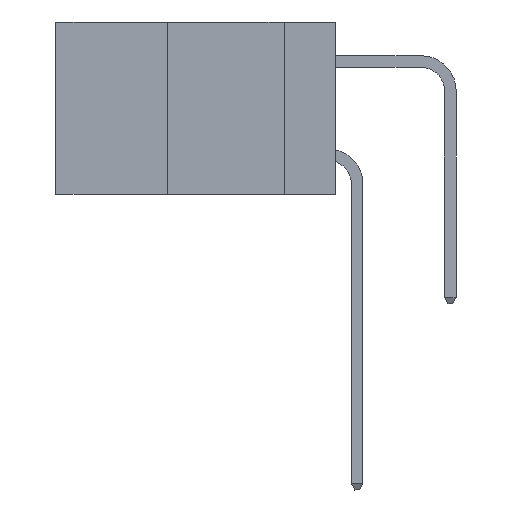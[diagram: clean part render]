
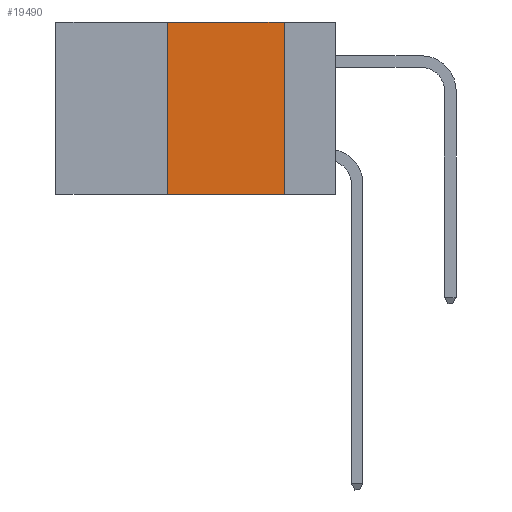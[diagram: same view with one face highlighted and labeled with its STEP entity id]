
A CAD part, left-side view. The second image highlights one B-rep face of the part: STEP entity #19490.
In plain terms, the highlighted planar face has unit normal (-1, 0, 0).
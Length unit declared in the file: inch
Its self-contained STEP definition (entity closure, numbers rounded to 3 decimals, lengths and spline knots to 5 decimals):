
#423 = VECTOR ( 'NONE', #15517, 39.37008 ) ;
#581 = CARTESIAN_POINT ( 'NONE',  ( 0., 0.36, -0.37 ) ) ;
#1310 = ORIENTED_EDGE ( 'NONE', *, *, #31980, .F. ) ;
#1610 = LINE ( 'NONE', #18931, #25041 ) ;
#2907 = ORIENTED_EDGE ( 'NONE', *, *, #11498, .T. ) ;
#3189 = DIRECTION ( 'NONE',  ( 0., 0., -1. ) ) ;
#4699 = AXIS2_PLACEMENT_3D ( 'NONE', #28027, #14460, #33533 ) ;
#6521 = VERTEX_POINT ( 'NONE', #23776 ) ;
#8145 = VERTEX_POINT ( 'NONE', #33957 ) ;
#9558 = ORIENTED_EDGE ( 'NONE', *, *, #9695, .F. ) ;
#9695 = EDGE_CURVE ( 'NONE', #14149, #6521, #1610, .T. ) ;
#11487 = PLANE ( 'NONE',  #4699 ) ;
#11498 = EDGE_CURVE ( 'NONE', #14149, #8145, #21534, .T. ) ;
#11863 = CARTESIAN_POINT ( 'NONE',  ( 0., 0.11, 0. ) ) ;
#13037 = CARTESIAN_POINT ( 'NONE',  ( 0., 0.6, -0.37 ) ) ;
#14149 = VERTEX_POINT ( 'NONE', #581 ) ;
#14460 = DIRECTION ( 'NONE',  ( 1., 0., 0. ) ) ;
#15517 = DIRECTION ( 'NONE',  ( 0., -1., 0. ) ) ;
#16433 = DIRECTION ( 'NONE',  ( 0., 0., 1. ) ) ;
#17619 = VERTEX_POINT ( 'NONE', #21041 ) ;
#18427 = ORIENTED_EDGE ( 'NONE', *, *, #23329, .F. ) ;
#18489 = CARTESIAN_POINT ( 'NONE',  ( 0., 0.6, 0. ) ) ;
#18931 = CARTESIAN_POINT ( 'NONE',  ( 0., 0.36, 0. ) ) ;
#19490 = ADVANCED_FACE ( 'NONE', ( #32241 ), #11487, .F. ) ;
#20652 = VECTOR ( 'NONE', #3189, 39.37008 ) ;
#21031 = DIRECTION ( 'NONE',  ( 0., -1., 0. ) ) ;
#21041 = CARTESIAN_POINT ( 'NONE',  ( 0., 0.11, 0. ) ) ;
#21534 = LINE ( 'NONE', #13037, #27039 ) ;
#23329 = EDGE_CURVE ( 'NONE', #6521, #17619, #32360, .T. ) ;
#23776 = CARTESIAN_POINT ( 'NONE',  ( 0., 0.36, 0. ) ) ;
#25041 = VECTOR ( 'NONE', #16433, 39.37008 ) ;
#27039 = VECTOR ( 'NONE', #21031, 39.37008 ) ;
#27866 = LINE ( 'NONE', #11863, #20652 ) ;
#28027 = CARTESIAN_POINT ( 'NONE',  ( 0., 0.6, 0. ) ) ;
#31025 = EDGE_LOOP ( 'NONE', ( #1310, #18427, #9558, #2907 ) ) ;
#31980 = EDGE_CURVE ( 'NONE', #17619, #8145, #27866, .T. ) ;
#32241 = FACE_OUTER_BOUND ( 'NONE', #31025, .T. ) ;
#32360 = LINE ( 'NONE', #18489, #423 ) ;
#33533 = DIRECTION ( 'NONE',  ( 0., 0., -1. ) ) ;
#33957 = CARTESIAN_POINT ( 'NONE',  ( 0., 0.11, -0.37 ) ) ;
